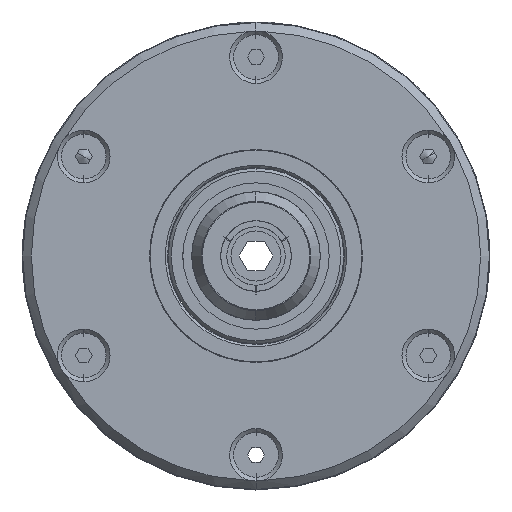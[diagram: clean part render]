
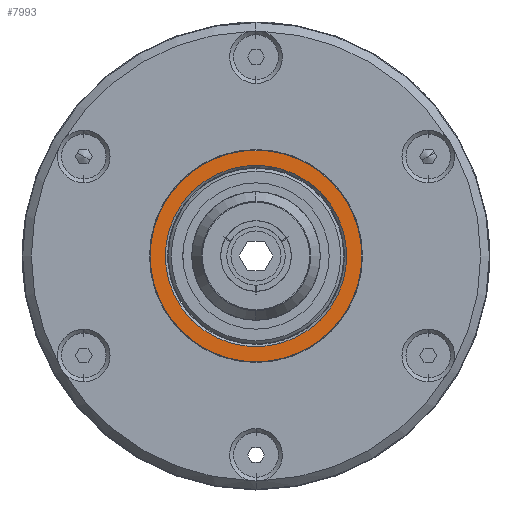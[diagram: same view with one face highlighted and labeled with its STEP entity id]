
A CAD part, left-side view. The second image highlights one B-rep face of the part: STEP entity #7993.
In plain terms, the highlighted planar face has unit normal (-1, 0, 0).
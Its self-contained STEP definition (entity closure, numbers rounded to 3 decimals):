
#1955 = VERTEX_POINT ( 'NONE', #2615 ) ;
#2142 = AXIS2_PLACEMENT_3D ( 'NONE', #11786, #10114, #9909 ) ;
#2615 = CARTESIAN_POINT ( 'NONE',  ( 8.1, 4.012, 14.972 ) ) ;
#3268 = VERTEX_POINT ( 'NONE', #9885 ) ;
#4151 = CIRCLE ( 'NONE', #10842, 18.1 ) ;
#4229 = CIRCLE ( 'NONE', #9301, 15.5 ) ;
#4518 = CIRCLE ( 'NONE', #2142, 15.5 ) ;
#4726 = CIRCLE ( 'NONE', #4892, 18.1 ) ;
#4864 = DIRECTION ( 'NONE',  ( 0., -0.259, -0.966 ) ) ;
#4883 = DIRECTION ( 'NONE',  ( -1., 0., 0. ) ) ;
#4892 = AXIS2_PLACEMENT_3D ( 'NONE', #13385, #7898, #4939 ) ;
#4939 = DIRECTION ( 'NONE',  ( 0., -0.259, -0.966 ) ) ;
#4948 = CARTESIAN_POINT ( 'NONE',  ( 8.1, -17.532, 4.698 ) ) ;
#5224 = PLANE ( 'NONE',  #9144 ) ;
#6569 = CARTESIAN_POINT ( 'NONE',  ( 8.1, -4.012, -14.972 ) ) ;
#7598 = ORIENTED_EDGE ( 'NONE', *, *, #10126, .T. ) ;
#7611 = ORIENTED_EDGE ( 'NONE', *, *, #9872, .T. ) ;
#7626 = ORIENTED_EDGE ( 'NONE', *, *, #9953, .T. ) ;
#7639 = ORIENTED_EDGE ( 'NONE', *, *, #10090, .T. ) ;
#7898 = DIRECTION ( 'NONE',  ( -1., 0., 0. ) ) ;
#7993 = ADVANCED_FACE ( 'NONE', ( #9101, #9073 ), #5224, .T. ) ;
#8695 = EDGE_LOOP ( 'NONE', ( #7626, #7639 ) ) ;
#8798 = EDGE_LOOP ( 'NONE', ( #7598, #7611 ) ) ;
#9073 = FACE_BOUND ( 'NONE', #8695, .T. ) ;
#9101 = FACE_OUTER_BOUND ( 'NONE', #8798, .T. ) ;
#9135 = VERTEX_POINT ( 'NONE', #14451 ) ;
#9144 = AXIS2_PLACEMENT_3D ( 'NONE', #4948, #4883, #4864 ) ;
#9301 = AXIS2_PLACEMENT_3D ( 'NONE', #13177, #13138, #13123 ) ;
#9872 = EDGE_CURVE ( 'NONE', #3268, #9135, #4726, .T. ) ;
#9885 = CARTESIAN_POINT ( 'NONE',  ( 8.1, -4.685, -17.483 ) ) ;
#9909 = DIRECTION ( 'NONE',  ( 0., -0.259, -0.966 ) ) ;
#9953 = EDGE_CURVE ( 'NONE', #14598, #1955, #4518, .T. ) ;
#10090 = EDGE_CURVE ( 'NONE', #1955, #14598, #4229, .T. ) ;
#10114 = DIRECTION ( 'NONE',  ( 1., 0., 0. ) ) ;
#10126 = EDGE_CURVE ( 'NONE', #9135, #3268, #4151, .T. ) ;
#10842 = AXIS2_PLACEMENT_3D ( 'NONE', #11970, #11891, #11838 ) ;
#11786 = CARTESIAN_POINT ( 'NONE',  ( 8.1, 0., 0. ) ) ;
#11838 = DIRECTION ( 'NONE',  ( 0., -0.259, -0.966 ) ) ;
#11891 = DIRECTION ( 'NONE',  ( -1., 0., 0. ) ) ;
#11970 = CARTESIAN_POINT ( 'NONE',  ( 8.1, 0., 0. ) ) ;
#13123 = DIRECTION ( 'NONE',  ( 0., -0.259, -0.966 ) ) ;
#13138 = DIRECTION ( 'NONE',  ( 1., 0., 0. ) ) ;
#13177 = CARTESIAN_POINT ( 'NONE',  ( 8.1, 0., 0. ) ) ;
#13385 = CARTESIAN_POINT ( 'NONE',  ( 8.1, 0., 0. ) ) ;
#14451 = CARTESIAN_POINT ( 'NONE',  ( 8.1, 4.685, 17.483 ) ) ;
#14598 = VERTEX_POINT ( 'NONE', #6569 ) ;
